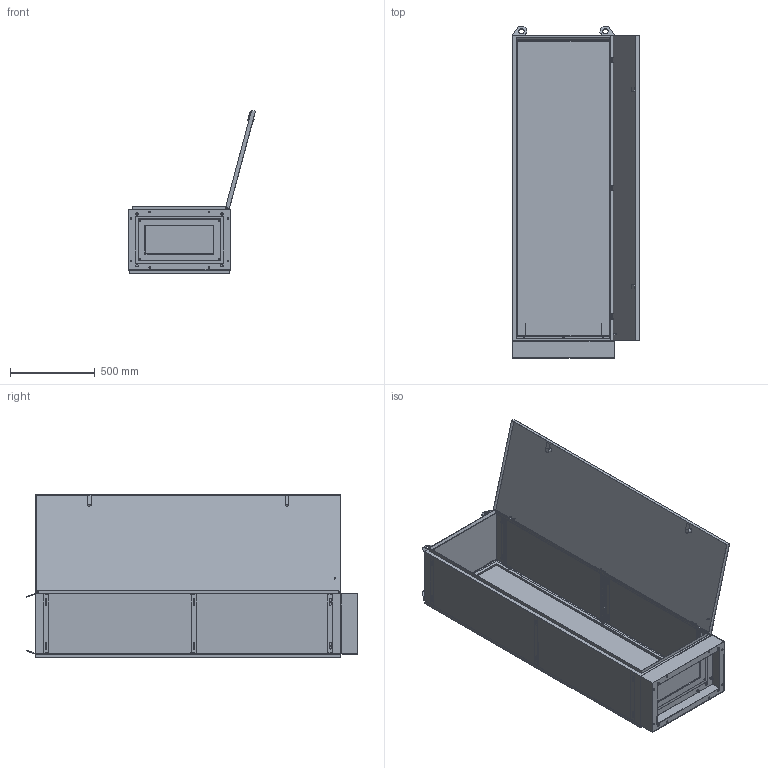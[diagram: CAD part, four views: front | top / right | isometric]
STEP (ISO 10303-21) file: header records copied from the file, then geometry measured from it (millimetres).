
FILE_DESCRIPTION (( 'STEP AP214' ), '1' );
FILE_NAME ('ShMP_18.6.4.STEP', '2017-03-07T05:54:05', ( '' ), ( '' ), 'SwSTEP 2.0', 'SolidWorks 2014', '' );
FILE_SCHEMA (( 'AUTOMOTIVE_DESIGN' ));
Length unit declared in the file: millimetre
Products named in the file (11): Obolochka_18_6_4; Hex Bolt 15589_gost_伄 M8x20 儙憭 15589-70; Stenka_18_6; Gaika_6; ShMP_18.6.4; Kryshka; Z-Profil; SC GOST 11644_gost_‚¨­â A.M6x0,5x35-28 ƒŽ‘’ 11644-75; Dver_18_6; Tsokol_2; Gaika_8
Assembly tree (51 placements, depth 2):
  ShMP_18.6.4
    Obolochka_18_6_4
    Kryshka
    Stenka_18_6
    Dver_18_6
    Tsokol_2
    SC GOST 11644_gost_‚¨­â A.M6x0,5x35-28 ƒŽ‘’ 11644-75  x8
    Z-Profil  x6
    Gaika_8  x20
    Gaika_6  x4
    Hex Bolt 15589_gost_伄 M8x20 儙憭 15589-70  x8
Bounding box: 747.85 x 1954.65 x 964.47 mm (x, y, z)
Volume: 6411977.3 mm3; surface area: 10136534.4 mm2
Topology: 57 solids, 57 shells, 1403 faces, 3468 edges, 2244 vertices
Faces by surface type: plane 794, cylinder 505, cone 88, torus 16
Entity records: 20413 total; most frequent: DIRECTION 3551, CARTESIAN_POINT 3449, ORIENTED_EDGE 3194, EDGE_CURVE 1597, AXIS2_PLACEMENT_3D 1278, VERTEX_POINT 1042, VECTOR 995, LINE 995
